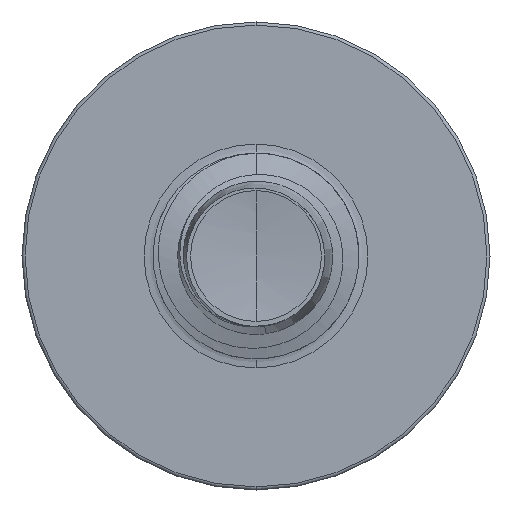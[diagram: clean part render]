
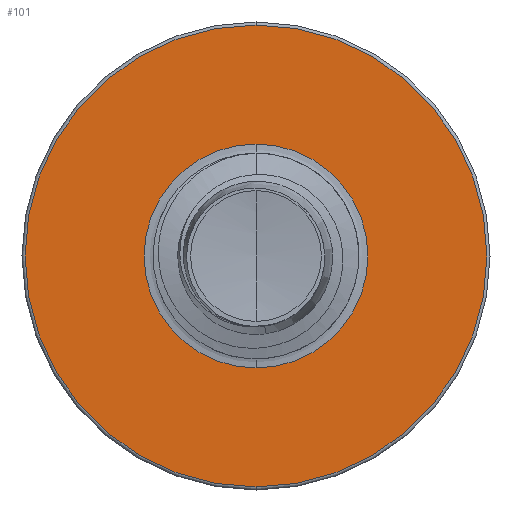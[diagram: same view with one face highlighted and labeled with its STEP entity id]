
A CAD part, front view. The second image highlights one B-rep face of the part: STEP entity #101.
In plain terms, the highlighted planar face has unit normal (0, -1, 0).
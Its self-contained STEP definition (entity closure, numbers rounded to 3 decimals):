
#101 = ADVANCED_FACE ( 'NONE', ( #4050, #11823 ), #6101, .F. ) ;
#175 = EDGE_CURVE ( 'NONE', #7630, #10264, #10810, .T. ) ;
#326 = VERTEX_POINT ( 'NONE', #11282 ) ;
#549 = DIRECTION ( 'NONE',  ( 0., 0., 1. ) ) ;
#570 = DIRECTION ( 'NONE',  ( 0., 1., 0. ) ) ;
#572 = CARTESIAN_POINT ( 'NONE',  ( 0., 2., 0. ) ) ;
#1313 = EDGE_CURVE ( 'NONE', #7291, #326, #10410, .T. ) ;
#1567 = AXIS2_PLACEMENT_3D ( 'NONE', #4545, #4524, #4497 ) ;
#2226 = DIRECTION ( 'NONE',  ( 0., 0., 1. ) ) ;
#2232 = DIRECTION ( 'NONE',  ( 0., 1., 0. ) ) ;
#2253 = CARTESIAN_POINT ( 'NONE',  ( 0., 2., 0. ) ) ;
#2538 = DIRECTION ( 'NONE',  ( 0., 1., 0. ) ) ;
#3189 = DIRECTION ( 'NONE',  ( 0., 0., 1. ) ) ;
#4050 = FACE_OUTER_BOUND ( 'NONE', #11033, .T. ) ;
#4497 = DIRECTION ( 'NONE',  ( 0., 0., 1. ) ) ;
#4524 = DIRECTION ( 'NONE',  ( 0., 1., 0. ) ) ;
#4545 = CARTESIAN_POINT ( 'NONE',  ( 0., 2., 0. ) ) ;
#6101 = PLANE ( 'NONE',  #11471 ) ;
#6158 = CARTESIAN_POINT ( 'NONE',  ( 0., 2., -1.196 ) ) ;
#6711 = ORIENTED_EDGE ( 'NONE', *, *, #10715, .T. ) ;
#6794 = AXIS2_PLACEMENT_3D ( 'NONE', #2253, #2232, #2226 ) ;
#7143 = AXIS2_PLACEMENT_3D ( 'NONE', #7259, #7244, #7221 ) ;
#7221 = DIRECTION ( 'NONE',  ( 0., 0., 1. ) ) ;
#7244 = DIRECTION ( 'NONE',  ( 0., 1., 0. ) ) ;
#7259 = CARTESIAN_POINT ( 'NONE',  ( 0., 2., 0. ) ) ;
#7291 = VERTEX_POINT ( 'NONE', #8161 ) ;
#7384 = CARTESIAN_POINT ( 'NONE',  ( 0., 2., -2.467 ) ) ;
#7578 = AXIS2_PLACEMENT_3D ( 'NONE', #572, #570, #549 ) ;
#7630 = VERTEX_POINT ( 'NONE', #7384 ) ;
#8161 = CARTESIAN_POINT ( 'NONE',  ( 0., 2., 1.196 ) ) ;
#10264 = VERTEX_POINT ( 'NONE', #10335 ) ;
#10335 = CARTESIAN_POINT ( 'NONE',  ( 0., 2., 2.467 ) ) ;
#10410 = CIRCLE ( 'NONE', #6794, 1.196 ) ;
#10502 = EDGE_CURVE ( 'NONE', #10264, #7630, #11687, .T. ) ;
#10715 = EDGE_CURVE ( 'NONE', #326, #7291, #11233, .T. ) ;
#10735 = EDGE_LOOP ( 'NONE', ( #11736, #6711 ) ) ;
#10773 = ORIENTED_EDGE ( 'NONE', *, *, #10502, .F. ) ;
#10810 = CIRCLE ( 'NONE', #7578, 2.467 ) ;
#11033 = EDGE_LOOP ( 'NONE', ( #10773, #11675 ) ) ;
#11233 = CIRCLE ( 'NONE', #1567, 1.196 ) ;
#11282 = CARTESIAN_POINT ( 'NONE',  ( 0., 2., -1.196 ) ) ;
#11471 = AXIS2_PLACEMENT_3D ( 'NONE', #6158, #2538, #3189 ) ;
#11675 = ORIENTED_EDGE ( 'NONE', *, *, #175, .F. ) ;
#11687 = CIRCLE ( 'NONE', #7143, 2.467 ) ;
#11736 = ORIENTED_EDGE ( 'NONE', *, *, #1313, .T. ) ;
#11823 = FACE_BOUND ( 'NONE', #10735, .T. ) ;
